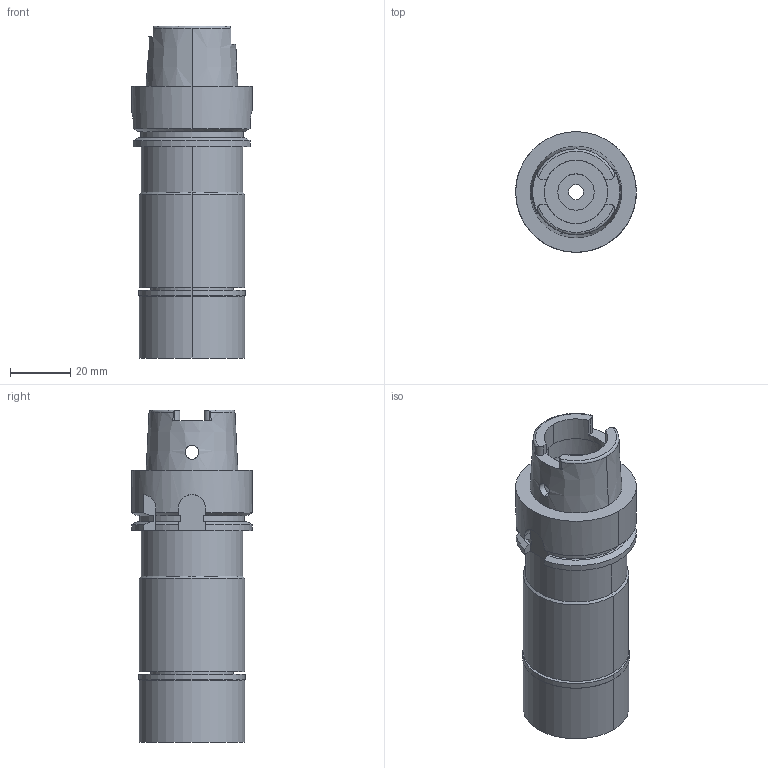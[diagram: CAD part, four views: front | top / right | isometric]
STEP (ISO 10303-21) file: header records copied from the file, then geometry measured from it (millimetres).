
FILE_DESCRIPTION (( 'STEP AP203' ), '1' );
FILE_NAME ('HSK-A40-MEGA10E-90.stp', '2019-07-02T18:49:57', ( '' ), ( '' ), 'SwSTEP 2.0', 'SolidWorks 2019', '' );
FILE_SCHEMA (( 'CONFIG_CONTROL_DESIGN' ));
Length unit declared in the file: millimetre
Products named in the file (7): HA40ME10090-100_ASM.stp; HSK-A40-MEGA10E-90; HSK-A40-MEGA10E-90-100.stp; MEN10_1.stp; DXF_TEMP_ASSY_ASM_4_ASM.stp; HSK-A40-MEGA10E-90_1.stp; HSK-A40-MEGA10E-90-100-FreeParts
Assembly tree (5 placements, depth 5):
  HSK-A40-MEGA10E-90
    HSK-A40-MEGA10E-90-100.stp
      HA40ME10090-100_ASM.stp
        DXF_TEMP_ASSY_ASM_4_ASM.stp
          HSK-A40-MEGA10E-90_1.stp
          MEN10_1.stp
  HSK-A40-MEGA10E-90-100-FreeParts
Bounding box: 40 x 40 x 110 mm (x, y, z)
Volume: 80140.2 mm3; surface area: 24470.7 mm2
Topology: 2 solids, 2 shells, 129 faces, 323 edges, 206 vertices
Faces by surface type: cylinder 58, plane 45, cone 22, torus 4
Entity records: 5424 total; most frequent: CARTESIAN_POINT 1570, DIRECTION 699, ORIENTED_EDGE 646, EDGE_CURVE 323, AXIS2_PLACEMENT_3D 276, VERTEX_POINT 206, LINE 147, VECTOR 147
